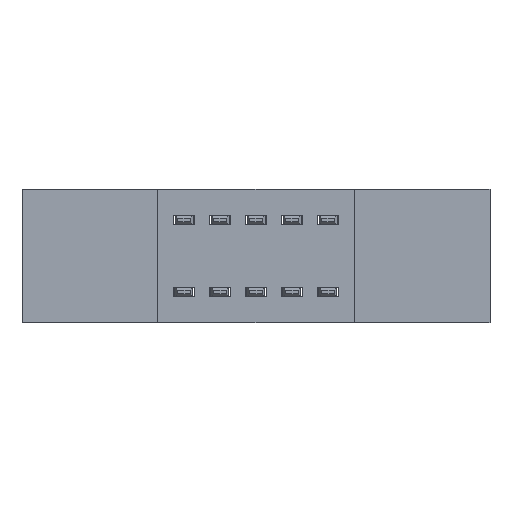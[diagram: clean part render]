
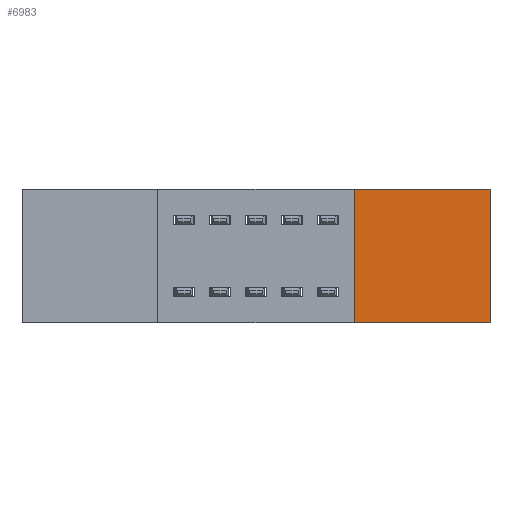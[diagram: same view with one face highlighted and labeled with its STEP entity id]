
A CAD part, front view. The second image highlights one B-rep face of the part: STEP entity #6983.
In plain terms, the highlighted planar face has unit normal (0, -1, 0).
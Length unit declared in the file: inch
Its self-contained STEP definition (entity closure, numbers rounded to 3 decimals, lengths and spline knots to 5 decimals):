
#103 = CARTESIAN_POINT ( 'NONE',  ( 0.923, 0., 0. ) ) ;
#230 = PLANE ( 'NONE',  #2535 ) ;
#616 = ORIENTED_EDGE ( 'NONE', *, *, #6493, .F. ) ;
#1190 = VERTEX_POINT ( 'NONE', #6993 ) ;
#1352 = CARTESIAN_POINT ( 'NONE',  ( 1.3, 0., 0. ) ) ;
#1583 = EDGE_CURVE ( 'NONE', #3403, #4026, #3822, .T. ) ;
#1983 = CARTESIAN_POINT ( 'NONE',  ( 0.923, 0., -0.37 ) ) ;
#2007 = VECTOR ( 'NONE', #5552, 39.37008 ) ;
#2311 = DIRECTION ( 'NONE',  ( 0., 0., 1. ) ) ;
#2535 = AXIS2_PLACEMENT_3D ( 'NONE', #5613, #7405, #3862 ) ;
#2748 = DIRECTION ( 'NONE',  ( -1., 0., 0. ) ) ;
#2901 = VECTOR ( 'NONE', #2311, 39.37008 ) ;
#3403 = VERTEX_POINT ( 'NONE', #4954 ) ;
#3450 = VECTOR ( 'NONE', #7630, 39.37008 ) ;
#3822 = LINE ( 'NONE', #1352, #3450 ) ;
#3862 = DIRECTION ( 'NONE',  ( 0., 0., -1. ) ) ;
#3865 = EDGE_CURVE ( 'NONE', #5063, #3403, #4765, .T. ) ;
#3982 = FACE_OUTER_BOUND ( 'NONE', #7548, .T. ) ;
#4026 = VERTEX_POINT ( 'NONE', #6734 ) ;
#4405 = ORIENTED_EDGE ( 'NONE', *, *, #5151, .F. ) ;
#4455 = VECTOR ( 'NONE', #2748, 39.37008 ) ;
#4632 = LINE ( 'NONE', #6321, #4455 ) ;
#4765 = LINE ( 'NONE', #5465, #2007 ) ;
#4954 = CARTESIAN_POINT ( 'NONE',  ( 1.3, 0., 0. ) ) ;
#5063 = VERTEX_POINT ( 'NONE', #103 ) ;
#5151 = EDGE_CURVE ( 'NONE', #1190, #5063, #6061, .T. ) ;
#5465 = CARTESIAN_POINT ( 'NONE',  ( 0., 0., 0. ) ) ;
#5552 = DIRECTION ( 'NONE',  ( 1., 0., 0. ) ) ;
#5613 = CARTESIAN_POINT ( 'NONE',  ( 0., 0., -0.37 ) ) ;
#5996 = ORIENTED_EDGE ( 'NONE', *, *, #3865, .F. ) ;
#6061 = LINE ( 'NONE', #1983, #2901 ) ;
#6321 = CARTESIAN_POINT ( 'NONE',  ( 0., 0., -0.37 ) ) ;
#6493 = EDGE_CURVE ( 'NONE', #4026, #1190, #4632, .T. ) ;
#6734 = CARTESIAN_POINT ( 'NONE',  ( 1.3, 0., -0.37 ) ) ;
#6983 = ADVANCED_FACE ( 'NONE', ( #3982 ), #230, .T. ) ;
#6988 = ORIENTED_EDGE ( 'NONE', *, *, #1583, .F. ) ;
#6993 = CARTESIAN_POINT ( 'NONE',  ( 0.923, 0., -0.37 ) ) ;
#7405 = DIRECTION ( 'NONE',  ( 0., -1., 0. ) ) ;
#7548 = EDGE_LOOP ( 'NONE', ( #4405, #616, #6988, #5996 ) ) ;
#7630 = DIRECTION ( 'NONE',  ( 0., 0., -1. ) ) ;
